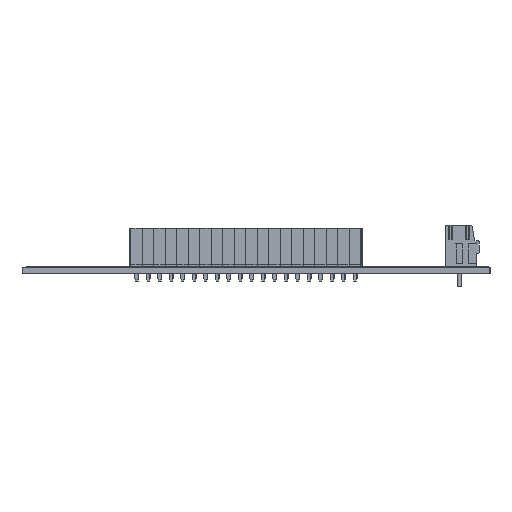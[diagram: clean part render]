
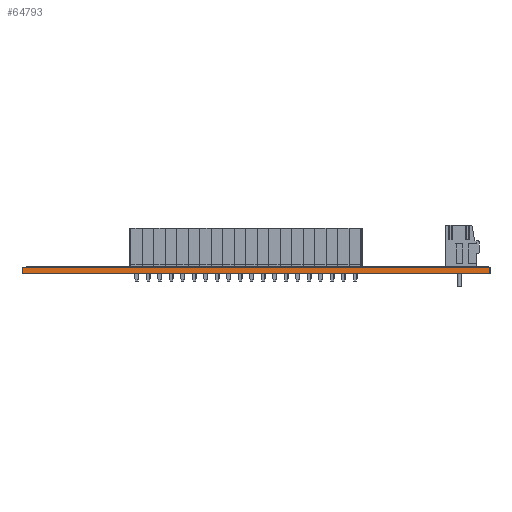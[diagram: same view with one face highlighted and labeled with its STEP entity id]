
A CAD part, left-side view. The second image highlights one B-rep face of the part: STEP entity #64793.
In plain terms, the highlighted planar face has unit normal (-1, 0, 0).
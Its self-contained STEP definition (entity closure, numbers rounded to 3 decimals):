
#64737 = VERTEX_POINT('',#64738);
#64738 = CARTESIAN_POINT('',(54.54,-162.5,1.51));
#64744 = EDGE_CURVE('',#64745,#64737,#64747,.T.);
#64745 = VERTEX_POINT('',#64746);
#64746 = CARTESIAN_POINT('',(54.54,-162.5,0.));
#64747 = LINE('',#64748,#64749);
#64748 = CARTESIAN_POINT('',(54.54,-162.5,0.));
#64749 = VECTOR('',#64750,1.);
#64750 = DIRECTION('',(0.,0.,1.));
#64793 = ADVANCED_FACE('',(#64794),#64819,.T.);
#64794 = FACE_BOUND('',#64795,.T.);
#64795 = EDGE_LOOP('',(#64796,#64797,#64805,#64813));
#64796 = ORIENTED_EDGE('',*,*,#64744,.T.);
#64797 = ORIENTED_EDGE('',*,*,#64798,.T.);
#64798 = EDGE_CURVE('',#64737,#64799,#64801,.T.);
#64799 = VERTEX_POINT('',#64800);
#64800 = CARTESIAN_POINT('',(54.54,-59.,1.51));
#64801 = LINE('',#64802,#64803);
#64802 = CARTESIAN_POINT('',(54.54,-162.5,1.51));
#64803 = VECTOR('',#64804,1.);
#64804 = DIRECTION('',(0.,1.,0.));
#64805 = ORIENTED_EDGE('',*,*,#64806,.F.);
#64806 = EDGE_CURVE('',#64807,#64799,#64809,.T.);
#64807 = VERTEX_POINT('',#64808);
#64808 = CARTESIAN_POINT('',(54.54,-59.,0.));
#64809 = LINE('',#64810,#64811);
#64810 = CARTESIAN_POINT('',(54.54,-59.,0.));
#64811 = VECTOR('',#64812,1.);
#64812 = DIRECTION('',(0.,0.,1.));
#64813 = ORIENTED_EDGE('',*,*,#64814,.F.);
#64814 = EDGE_CURVE('',#64745,#64807,#64815,.T.);
#64815 = LINE('',#64816,#64817);
#64816 = CARTESIAN_POINT('',(54.54,-162.5,0.));
#64817 = VECTOR('',#64818,1.);
#64818 = DIRECTION('',(0.,1.,0.));
#64819 = PLANE('',#64820);
#64820 = AXIS2_PLACEMENT_3D('',#64821,#64822,#64823);
#64821 = CARTESIAN_POINT('',(54.54,-162.5,0.));
#64822 = DIRECTION('',(-1.,0.,0.));
#64823 = DIRECTION('',(0.,1.,0.));
